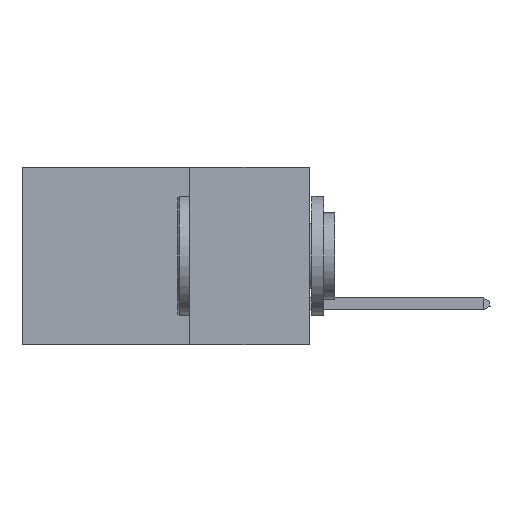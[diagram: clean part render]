
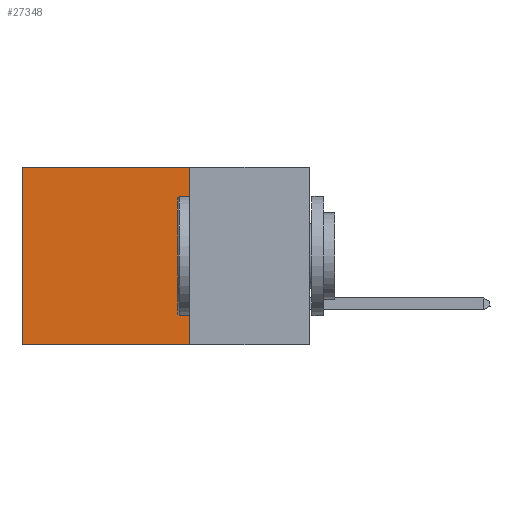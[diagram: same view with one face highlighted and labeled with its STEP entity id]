
A CAD part, left-side view. The second image highlights one B-rep face of the part: STEP entity #27348.
In plain terms, the highlighted planar face has unit normal (-1, 0, 0).
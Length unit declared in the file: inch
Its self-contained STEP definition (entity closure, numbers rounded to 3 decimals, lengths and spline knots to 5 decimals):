
#130 = CARTESIAN_POINT ( 'NONE',  ( 0.2875, 0.25, -0.37 ) ) ;
#1865 = DIRECTION ( 'NONE',  ( 0., 0., -1. ) ) ;
#2120 = CARTESIAN_POINT ( 'NONE',  ( 0.2875, 0.25, 0. ) ) ;
#2853 = EDGE_CURVE ( 'NONE', #23145, #12874, #14857, .T. ) ;
#2933 = CARTESIAN_POINT ( 'NONE',  ( 0.2875, 0.25, 0. ) ) ;
#3561 = DIRECTION ( 'NONE',  ( 0., 0., -1. ) ) ;
#3733 = VECTOR ( 'NONE', #12325, 39.37008 ) ;
#5624 = VERTEX_POINT ( 'NONE', #14176 ) ;
#5794 = DIRECTION ( 'NONE',  ( 0., 0., -1. ) ) ;
#7296 = ORIENTED_EDGE ( 'NONE', *, *, #28345, .F. ) ;
#9543 = EDGE_LOOP ( 'NONE', ( #42090, #17193, #7296, #38574 ) ) ;
#11686 = DIRECTION ( 'NONE',  ( 0., 1., 0. ) ) ;
#11953 = EDGE_CURVE ( 'NONE', #40195, #12874, #30469, .T. ) ;
#12325 = DIRECTION ( 'NONE',  ( 0., 1., 0. ) ) ;
#12874 = VERTEX_POINT ( 'NONE', #27873 ) ;
#13454 = AXIS2_PLACEMENT_3D ( 'NONE', #2120, #25573, #5794 ) ;
#14176 = CARTESIAN_POINT ( 'NONE',  ( 0.2875, 0.25, 0. ) ) ;
#14498 = VECTOR ( 'NONE', #3561, 39.37008 ) ;
#14857 = LINE ( 'NONE', #38508, #28027 ) ;
#15869 = CARTESIAN_POINT ( 'NONE',  ( 0.2875, 0.6, 0. ) ) ;
#16684 = VECTOR ( 'NONE', #11686, 39.37008 ) ;
#17193 = ORIENTED_EDGE ( 'NONE', *, *, #11953, .F. ) ;
#18822 = PLANE ( 'NONE',  #13454 ) ;
#21865 = EDGE_CURVE ( 'NONE', #5624, #23145, #24561, .T. ) ;
#23145 = VERTEX_POINT ( 'NONE', #15869 ) ;
#24561 = LINE ( 'NONE', #28263, #16684 ) ;
#25573 = DIRECTION ( 'NONE',  ( 1., 0., 0. ) ) ;
#27348 = ADVANCED_FACE ( 'NONE', ( #37710 ), #18822, .F. ) ;
#27873 = CARTESIAN_POINT ( 'NONE',  ( 0.2875, 0.6, -0.37 ) ) ;
#28027 = VECTOR ( 'NONE', #1865, 39.37008 ) ;
#28263 = CARTESIAN_POINT ( 'NONE',  ( 0.2875, 0.25, 0. ) ) ;
#28345 = EDGE_CURVE ( 'NONE', #5624, #40195, #32423, .T. ) ;
#30469 = LINE ( 'NONE', #39265, #3733 ) ;
#32423 = LINE ( 'NONE', #2933, #14498 ) ;
#37710 = FACE_OUTER_BOUND ( 'NONE', #9543, .T. ) ;
#38508 = CARTESIAN_POINT ( 'NONE',  ( 0.2875, 0.6, 0. ) ) ;
#38574 = ORIENTED_EDGE ( 'NONE', *, *, #21865, .T. ) ;
#39265 = CARTESIAN_POINT ( 'NONE',  ( 0.2875, 0.25, -0.37 ) ) ;
#40195 = VERTEX_POINT ( 'NONE', #130 ) ;
#42090 = ORIENTED_EDGE ( 'NONE', *, *, #2853, .T. ) ;
